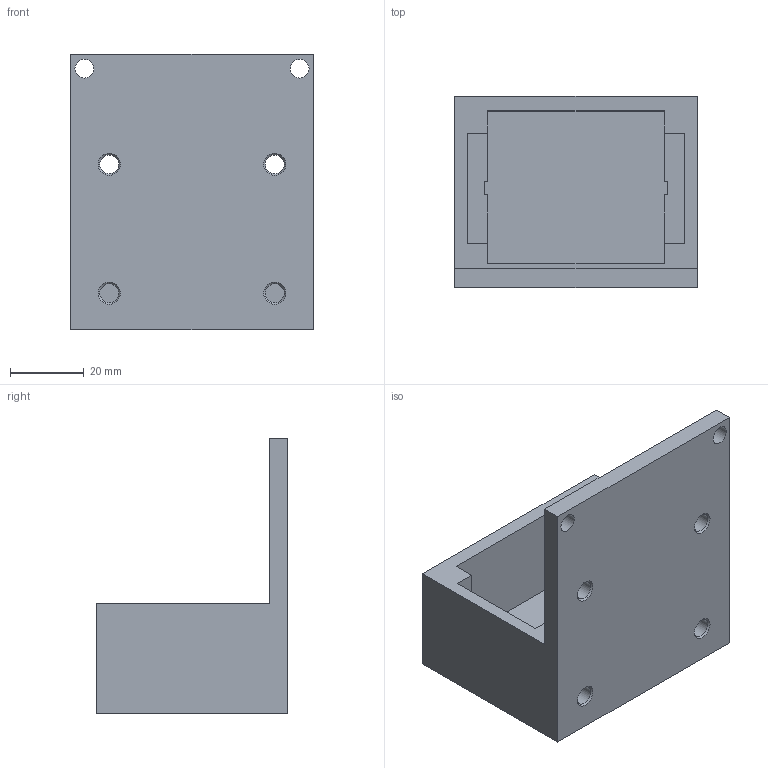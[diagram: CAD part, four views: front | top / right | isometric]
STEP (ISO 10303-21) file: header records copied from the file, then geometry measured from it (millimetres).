
FILE_DESCRIPTION(/* description */ (''),/* implementation_level */ '2;1');
FILE_NAME(/* name */ 'DigitalRegulator_mount_base v4.step',/* time_stamp */ '2025-06-03T19:39:01-07:00',/* author */ (''),/* organization */ (''),/* preprocessor_version */ 'ST-DEVELOPER v20.1',/* originating_system */ 'Autodesk Translation Framework v14.4.0.0',/* authorisation */ '');
FILE_SCHEMA (('AUTOMOTIVE_DESIGN { 1 0 10303 214 3 1 1 }'));
Length unit declared in the file: millimetre
Products named in the file (1): DigitalRegulator_mount_base
Bounding box: 66 x 52 x 75 mm (x, y, z)
Volume: 63957.3 mm3; surface area: 25401.7 mm2
Topology: 1 solids, 1 shells, 43 faces, 108 edges, 70 vertices
Faces by surface type: plane 31, cone 6, cylinder 6
Full cylindrical faces by diameter (mm): 5.1 x6
Entity records: 1321 total; most frequent: CARTESIAN_POINT 222, ORIENTED_EDGE 216, DIRECTION 214, EDGE_CURVE 108, LINE 90, VECTOR 90, VERTEX_POINT 70, AXIS2_PLACEMENT_3D 62
